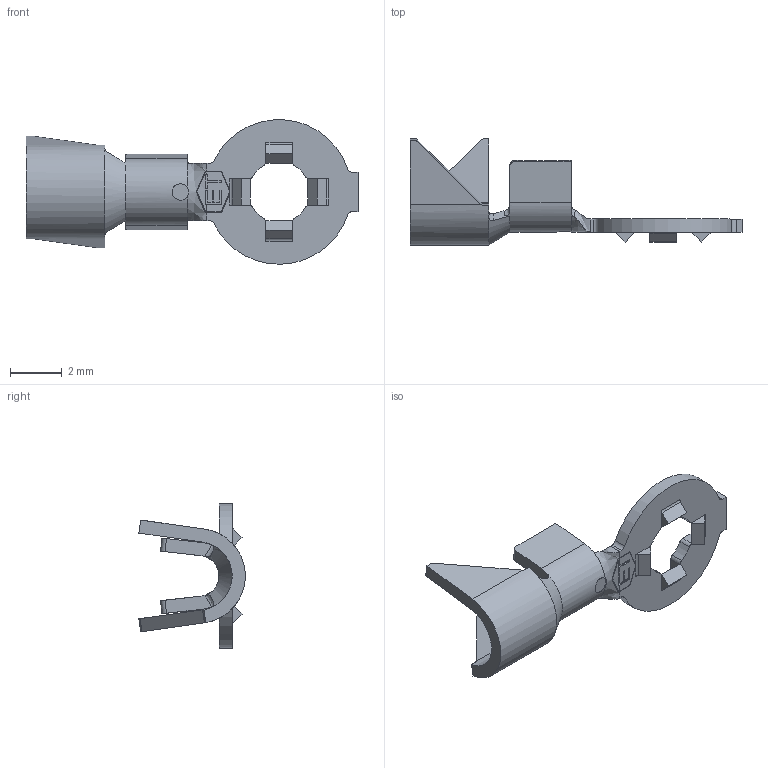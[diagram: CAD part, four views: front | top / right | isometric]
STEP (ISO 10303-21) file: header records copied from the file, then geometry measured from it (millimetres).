
FILE_DESCRIPTION (( 'STEP AP203' ), '1' );
FILE_NAME ('00141.STEP', '2019-12-23T17:49:13', ( 'tempuser' ), ( 'Microsoft' ), 'SwSTEP 2.0', 'SolidWorks 2019', '' );
FILE_SCHEMA (( 'CONFIG_CONTROL_DESIGN' ));
Length unit declared in the file: inch
Products named in the file (1): 00141
Bounding box: 12.83 x 4.11 x 5.58 mm (x, y, z)
Volume: 30.2 mm3; surface area: 156.4 mm2
Topology: 1 solids, 1 shells, 186 faces, 518 edges, 334 vertices
Faces by surface type: plane 120, cylinder 45, bspline 15, cone 6
Entity records: 6313 total; most frequent: CARTESIAN_POINT 1564, ORIENTED_EDGE 1036, DIRECTION 898, EDGE_CURVE 518, LINE 352, VECTOR 352, VERTEX_POINT 334, AXIS2_PLACEMENT_3D 273
